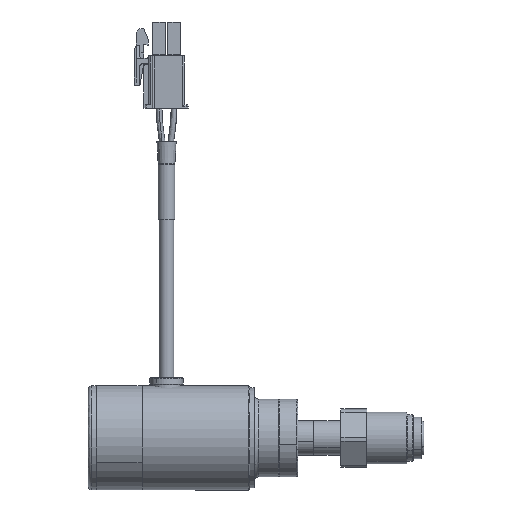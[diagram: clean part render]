
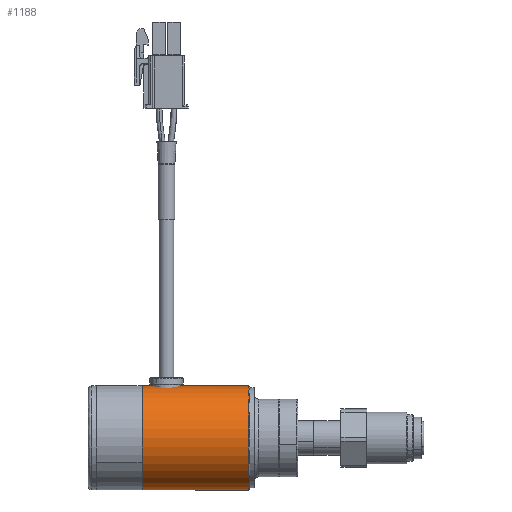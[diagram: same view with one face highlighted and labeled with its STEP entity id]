
A CAD part, left-side view. The second image highlights one B-rep face of the part: STEP entity #1188.
In plain terms, the highlighted cylindrical face has radius 14.287 mm (diameter 28.575 mm), a partial arc.
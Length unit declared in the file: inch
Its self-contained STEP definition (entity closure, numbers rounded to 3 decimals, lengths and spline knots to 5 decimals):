
#1188 = ADVANCED_FACE ( 'NONE', ( #8090 ), #15302, .T. ) ;
#1327 = CARTESIAN_POINT ( 'NONE',  ( -0.0702, 2.30437, 0.55815 ) ) ;
#1398 = CARTESIAN_POINT ( 'NONE',  ( -0.13551, 2.46218, 0.54594 ) ) ;
#1471 = CARTESIAN_POINT ( 'NONE',  ( -0.00928, 2.56584, 0.5625 ) ) ;
#2983 = CARTESIAN_POINT ( 'NONE',  ( -0.09255, 2.3204, 0.55487 ) ) ;
#3058 = CARTESIAN_POINT ( 'NONE',  ( -0.12577, 2.48801, 0.54827 ) ) ;
#3481 = EDGE_CURVE ( 'NONE', #16089, #18828, #7208, .T. ) ;
#4386 = DIRECTION ( 'NONE',  ( 0., -1., 0. ) ) ;
#4488 = CARTESIAN_POINT ( 'NONE',  ( 0., 2.68984, 0.5625 ) ) ;
#4614 = DIRECTION ( 'NONE',  ( 0., 1., 0. ) ) ;
#4641 = CARTESIAN_POINT ( 'NONE',  ( -0.11118, 2.34027, 0.55143 ) ) ;
#4712 = CARTESIAN_POINT ( 'NONE',  ( -0.11133, 2.51122, 0.5514 ) ) ;
#5072 = EDGE_CURVE ( 'NONE', #8238, #16089, #7976, .T. ) ;
#5257 = CARTESIAN_POINT ( 'NONE',  ( 0., 1.53584, -0.5625 ) ) ;
#5553 = EDGE_CURVE ( 'NONE', #15818, #6027, #20613, .T. ) ;
#5881 = ORIENTED_EDGE ( 'NONE', *, *, #3481, .T. ) ;
#5937 = DIRECTION ( 'NONE',  ( 0., 0., 1. ) ) ;
#6027 = VERTEX_POINT ( 'NONE', #20338 ) ;
#6225 = CARTESIAN_POINT ( 'NONE',  ( 0., 2.28584, 0.5625 ) ) ;
#6293 = CARTESIAN_POINT ( 'NONE',  ( -0.12575, 2.36362, 0.54828 ) ) ;
#6359 = CARTESIAN_POINT ( 'NONE',  ( -0.0926, 2.53123, 0.55486 ) ) ;
#7208 = CIRCLE ( 'NONE', #14450, 0.5625 ) ;
#7495 = EDGE_LOOP ( 'NONE', ( #14966, #14638, #5881, #16483, #11187, #12361 ) ) ;
#7872 = CARTESIAN_POINT ( 'NONE',  ( -0.00928, 2.28584, 0.5625 ) ) ;
#7952 = CARTESIAN_POINT ( 'NONE',  ( -0.13546, 2.38928, 0.54595 ) ) ;
#7976 = LINE ( 'NONE', #10472, #15704 ) ;
#8014 = CARTESIAN_POINT ( 'NONE',  ( -0.07031, 2.54725, 0.55814 ) ) ;
#8090 = FACE_OUTER_BOUND ( 'NONE', #7495, .T. ) ;
#8102 = VECTOR ( 'NONE', #14529, 39.37008 ) ;
#8238 = VERTEX_POINT ( 'NONE', #17245 ) ;
#9530 = CARTESIAN_POINT ( 'NONE',  ( -0.03634, 2.29033, 0.5614 ) ) ;
#9603 = CARTESIAN_POINT ( 'NONE',  ( -0.14, 2.41656, 0.5448 ) ) ;
#9654 = CIRCLE ( 'NONE', #13947, 0.5625 ) ;
#9670 = CARTESIAN_POINT ( 'NONE',  ( -0.04541, 2.55858, 0.56073 ) ) ;
#10472 = CARTESIAN_POINT ( 'NONE',  ( 0., 2.68984, -0.5625 ) ) ;
#11182 = CARTESIAN_POINT ( 'NONE',  ( -0.06218, 2.30007, 0.55912 ) ) ;
#11187 = ORIENTED_EDGE ( 'NONE', *, *, #17870, .T. ) ;
#11254 = CARTESIAN_POINT ( 'NONE',  ( -0.13909, 2.44425, 0.54504 ) ) ;
#11301 = VECTOR ( 'NONE', #12309, 39.37008 ) ;
#11322 = CARTESIAN_POINT ( 'NONE',  ( -0.01845, 2.56493, 0.56227 ) ) ;
#12309 = DIRECTION ( 'NONE',  ( 0., -1., 0. ) ) ;
#12361 = ORIENTED_EDGE ( 'NONE', *, *, #5553, .F. ) ;
#12428 = B_SPLINE_CURVE_WITH_KNOTS ( 'NONE', 3,
 ( #6225, #7872, #19414, #9530, #21069, #11182, #1327, #12830, #2983, #14499, #4641, #16159, #6293, #17820, #7952, #19483, #9603, #21148, #11254, #1398, #12902, #3058, #14562, #4712, #16226, #6359, #17890, #8014, #19557, #9670, #21216, #11322, #1471, #12966 ),
 .UNSPECIFIED., .F., .F.,
 ( 4, 2, 2, 2, 2, 2, 2, 2, 2, 2, 2, 2, 2, 2, 2, 2, 4 ),
 ( 0., 0.0007, 0.00139, 0.00209, 0.00279, 0.00349, 0.00418, 0.00488, 0.00558, 0.00627, 0.00697, 0.00767, 0.00837, 0.00906, 0.00976, 0.01046, 0.01115 ),
 .UNSPECIFIED. ) ;
#12473 = DIRECTION ( 'NONE',  ( 0., -1., 0. ) ) ;
#12830 = CARTESIAN_POINT ( 'NONE',  ( -0.08539, 2.31452, 0.55603 ) ) ;
#12866 = CARTESIAN_POINT ( 'NONE',  ( 0., 2.68984, 0.5625 ) ) ;
#12902 = CARTESIAN_POINT ( 'NONE',  ( -0.1328, 2.47108, 0.54661 ) ) ;
#12966 = CARTESIAN_POINT ( 'NONE',  ( 0., 2.56584, 0.5625 ) ) ;
#13115 = EDGE_CURVE ( 'NONE', #15818, #8238, #9654, .T. ) ;
#13198 = EDGE_CURVE ( 'NONE', #18598, #18828, #21261, .T. ) ;
#13303 = CARTESIAN_POINT ( 'NONE',  ( 0., 2.28584, 0.5625 ) ) ;
#13947 = AXIS2_PLACEMENT_3D ( 'NONE', #14238, #4386, #15898 ) ;
#14238 = CARTESIAN_POINT ( 'NONE',  ( 0., 2.68984, 0. ) ) ;
#14450 = AXIS2_PLACEMENT_3D ( 'NONE', #14469, #4614, #16136 ) ;
#14469 = CARTESIAN_POINT ( 'NONE',  ( 0., 1.53584, 0. ) ) ;
#14499 = CARTESIAN_POINT ( 'NONE',  ( -0.1054, 2.33325, 0.55258 ) ) ;
#14529 = DIRECTION ( 'NONE',  ( 0., -1., 0. ) ) ;
#14562 = CARTESIAN_POINT ( 'NONE',  ( -0.12147, 2.49603, 0.54925 ) ) ;
#14638 = ORIENTED_EDGE ( 'NONE', *, *, #5072, .T. ) ;
#14966 = ORIENTED_EDGE ( 'NONE', *, *, #13115, .T. ) ;
#15302 = CYLINDRICAL_SURFACE ( 'NONE', #15309, 0.5625 ) ;
#15309 = AXIS2_PLACEMENT_3D ( 'NONE', #18995, #12473, #5937 ) ;
#15704 = VECTOR ( 'NONE', #17111, 39.37008 ) ;
#15818 = VERTEX_POINT ( 'NONE', #4488 ) ;
#15898 = DIRECTION ( 'NONE',  ( 0., 0., 1. ) ) ;
#16089 = VERTEX_POINT ( 'NONE', #5257 ) ;
#16136 = DIRECTION ( 'NONE',  ( 0., 0., 1. ) ) ;
#16159 = CARTESIAN_POINT ( 'NONE',  ( -0.12142, 2.35554, 0.54926 ) ) ;
#16226 = CARTESIAN_POINT ( 'NONE',  ( -0.10545, 2.51838, 0.55257 ) ) ;
#16483 = ORIENTED_EDGE ( 'NONE', *, *, #13198, .F. ) ;
#17111 = DIRECTION ( 'NONE',  ( 0., -1., 0. ) ) ;
#17245 = CARTESIAN_POINT ( 'NONE',  ( 0., 2.68984, -0.5625 ) ) ;
#17763 = CARTESIAN_POINT ( 'NONE',  ( 0., 1.53584, 0.5625 ) ) ;
#17820 = CARTESIAN_POINT ( 'NONE',  ( -0.13275, 2.38044, 0.54662 ) ) ;
#17870 = EDGE_CURVE ( 'NONE', #18598, #6027, #12428, .T. ) ;
#17890 = CARTESIAN_POINT ( 'NONE',  ( -0.08558, 2.53702, 0.556 ) ) ;
#18598 = VERTEX_POINT ( 'NONE', #13303 ) ;
#18828 = VERTEX_POINT ( 'NONE', #17763 ) ;
#18995 = CARTESIAN_POINT ( 'NONE',  ( 0., 2.68984, 0. ) ) ;
#19414 = CARTESIAN_POINT ( 'NONE',  ( -0.0184, 2.28675, 0.56227 ) ) ;
#19483 = CARTESIAN_POINT ( 'NONE',  ( -0.13909, 2.40739, 0.54504 ) ) ;
#19557 = CARTESIAN_POINT ( 'NONE',  ( -0.06222, 2.55158, 0.55911 ) ) ;
#20338 = CARTESIAN_POINT ( 'NONE',  ( 0., 2.56584, 0.5625 ) ) ;
#20563 = CARTESIAN_POINT ( 'NONE',  ( 0., 2.68984, 0.5625 ) ) ;
#20613 = LINE ( 'NONE', #20563, #11301 ) ;
#21069 = CARTESIAN_POINT ( 'NONE',  ( -0.04525, 2.29304, 0.56074 ) ) ;
#21148 = CARTESIAN_POINT ( 'NONE',  ( -0.14, 2.43513, 0.5448 ) ) ;
#21216 = CARTESIAN_POINT ( 'NONE',  ( -0.03656, 2.5613, 0.56138 ) ) ;
#21261 = LINE ( 'NONE', #12866, #8102 ) ;
